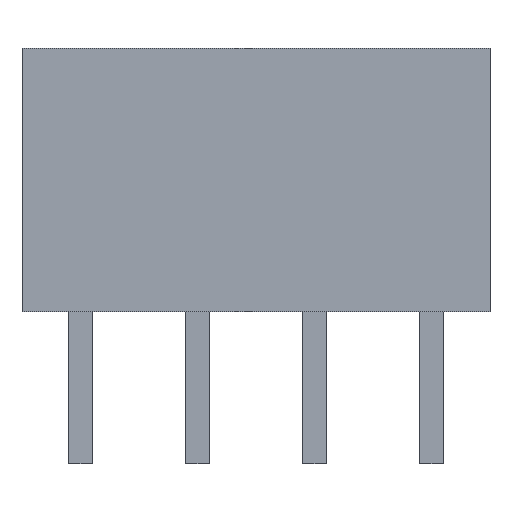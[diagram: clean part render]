
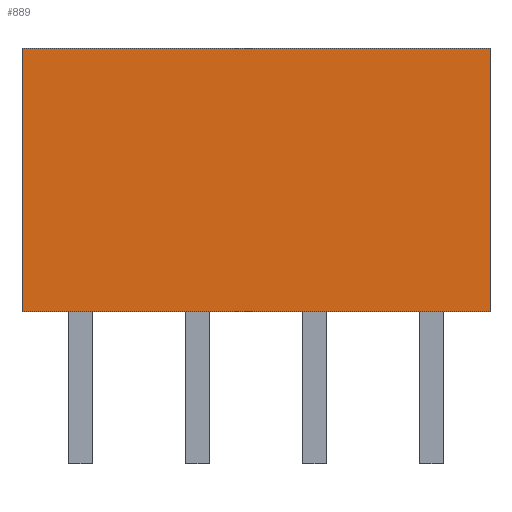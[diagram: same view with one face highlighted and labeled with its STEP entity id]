
A CAD part, front view. The second image highlights one B-rep face of the part: STEP entity #889.
In plain terms, the highlighted planar face has unit normal (0, -1, 0).
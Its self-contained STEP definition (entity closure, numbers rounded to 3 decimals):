
#6=DIRECTION('',(0.,0.,-1.));
#7=VECTOR('',#6,4.5);
#8=CARTESIAN_POINT('',(-4.,-1.03,0.));
#9=LINE('',#8,#7);
#90=DIRECTION('',(1.,0.,0.));
#91=VECTOR('',#90,8.);
#92=CARTESIAN_POINT('',(-4.,-1.03,-4.5));
#93=LINE('',#92,#91);
#158=DIRECTION('',(1.,0.,0.));
#159=VECTOR('',#158,8.);
#160=CARTESIAN_POINT('',(-4.,-1.03,0.));
#161=LINE('',#160,#159);
#174=DIRECTION('',(0.,0.,-1.));
#175=VECTOR('',#174,4.5);
#176=CARTESIAN_POINT('',(4.,-1.03,0.));
#177=LINE('',#176,#175);
#563=CARTESIAN_POINT('',(-4.,-1.03,0.));
#565=VERTEX_POINT('',#563);
#566=CARTESIAN_POINT('',(-4.,-1.03,-4.5));
#567=VERTEX_POINT('',#566);
#571=CARTESIAN_POINT('',(4.,-1.03,0.));
#573=VERTEX_POINT('',#571);
#574=CARTESIAN_POINT('',(4.,-1.03,-4.5));
#575=VERTEX_POINT('',#574);
#877=CARTESIAN_POINT('',(-4.,-1.03,0.));
#878=DIRECTION('',(0.,-1.,0.));
#879=DIRECTION('',(0.,0.,-1.));
#880=AXIS2_PLACEMENT_3D('',#877,#878,#879);
#881=PLANE('',#880);
#882=ORIENTED_EDGE('',*,*,#745,.F.);
#883=ORIENTED_EDGE('',*,*,#764,.T.);
#885=ORIENTED_EDGE('',*,*,#884,.T.);
#886=ORIENTED_EDGE('',*,*,#829,.F.);
#887=EDGE_LOOP('',(#882,#883,#885,#886));
#888=FACE_OUTER_BOUND('',#887,.F.);
#745=EDGE_CURVE('',#565,#567,#9,.T.);
#764=EDGE_CURVE('',#565,#573,#161,.T.);
#829=EDGE_CURVE('',#567,#575,#93,.T.);
#884=EDGE_CURVE('',#573,#575,#177,.T.);
#889=ADVANCED_FACE('',(#888),#881,.T.);
